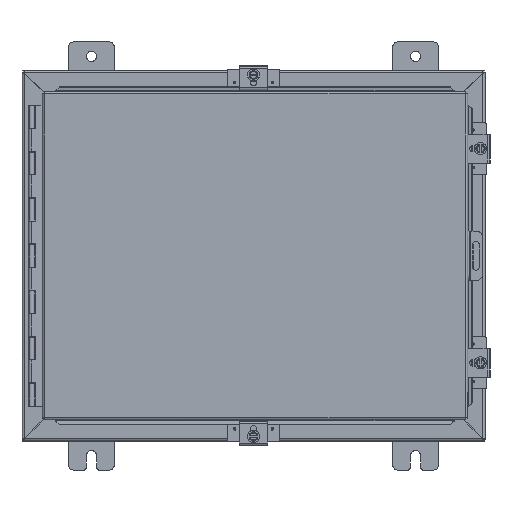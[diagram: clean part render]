
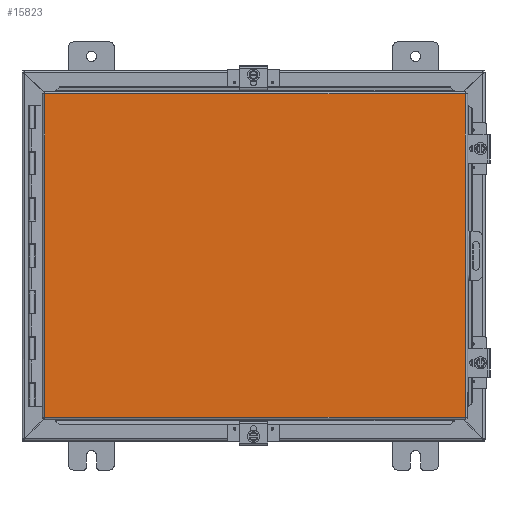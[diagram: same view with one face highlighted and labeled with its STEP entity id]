
A CAD part, top view. The second image highlights one B-rep face of the part: STEP entity #15823.
In plain terms, the highlighted face is planar.
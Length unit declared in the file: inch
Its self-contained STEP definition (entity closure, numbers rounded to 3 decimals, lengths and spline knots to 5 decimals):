
#4922 = DIRECTION ( 'NONE',  ( 0., 1., 0. ) ) ;
#5521 = CARTESIAN_POINT ( 'NONE',  ( -9.08225, -6.9885, 0. ) ) ;
#5741 = VERTEX_POINT ( 'NONE', #31937 ) ;
#6867 = LINE ( 'NONE', #10317, #28210 ) ;
#7620 = CARTESIAN_POINT ( 'NONE',  ( -9.08225, -3.49425, 0. ) ) ;
#7644 = DIRECTION ( 'NONE',  ( 0., 0., 1. ) ) ;
#9472 = DIRECTION ( 'NONE',  ( 1., 0., 0. ) ) ;
#10195 = DIRECTION ( 'NONE',  ( 0., -1., 0. ) ) ;
#10317 = CARTESIAN_POINT ( 'NONE',  ( 9.08225, 3.49425, 0. ) ) ;
#10659 = EDGE_CURVE ( 'NONE', #16181, #19107, #6867, .T. ) ;
#11963 = VERTEX_POINT ( 'NONE', #5521 ) ;
#12479 = CARTESIAN_POINT ( 'NONE',  ( 9.08225, -6.9885, 0. ) ) ;
#15823 = ADVANCED_FACE ( 'NONE', ( #18549 ), #21382, .F. ) ;
#16181 = VERTEX_POINT ( 'NONE', #21462 ) ;
#16956 = VECTOR ( 'NONE', #9472, 39.37008 ) ;
#18549 = FACE_OUTER_BOUND ( 'NONE', #28118, .T. ) ;
#19107 = VERTEX_POINT ( 'NONE', #12479 ) ;
#20498 = VECTOR ( 'NONE', #26443, 39.37008 ) ;
#21247 = EDGE_CURVE ( 'NONE', #19107, #11963, #35351, .T. ) ;
#21382 = PLANE ( 'NONE',  #33644 ) ;
#21462 = CARTESIAN_POINT ( 'NONE',  ( 9.08225, 6.9885, 0. ) ) ;
#23298 = LINE ( 'NONE', #7620, #29026 ) ;
#24326 = CARTESIAN_POINT ( 'NONE',  ( 0., 0., 0. ) ) ;
#24519 = ORIENTED_EDGE ( 'NONE', *, *, #21247, .T. ) ;
#24770 = ORIENTED_EDGE ( 'NONE', *, *, #10659, .T. ) ;
#24990 = ORIENTED_EDGE ( 'NONE', *, *, #28579, .T. ) ;
#25280 = LINE ( 'NONE', #31784, #16956 ) ;
#25382 = ORIENTED_EDGE ( 'NONE', *, *, #26055, .T. ) ;
#26055 = EDGE_CURVE ( 'NONE', #11963, #5741, #23298, .T. ) ;
#26443 = DIRECTION ( 'NONE',  ( -1., 0., 0. ) ) ;
#26565 = CARTESIAN_POINT ( 'NONE',  ( 4.54113, -6.9885, 0. ) ) ;
#27132 = DIRECTION ( 'NONE',  ( 1., 0., 0. ) ) ;
#28118 = EDGE_LOOP ( 'NONE', ( #25382, #24990, #24770, #24519 ) ) ;
#28210 = VECTOR ( 'NONE', #10195, 39.37008 ) ;
#28579 = EDGE_CURVE ( 'NONE', #5741, #16181, #25280, .T. ) ;
#29026 = VECTOR ( 'NONE', #4922, 39.37008 ) ;
#31784 = CARTESIAN_POINT ( 'NONE',  ( -4.59375, 6.9885, 0. ) ) ;
#31937 = CARTESIAN_POINT ( 'NONE',  ( -9.08225, 6.9885, 0. ) ) ;
#33644 = AXIS2_PLACEMENT_3D ( 'NONE', #24326, #7644, #27132 ) ;
#35351 = LINE ( 'NONE', #26565, #20498 ) ;
